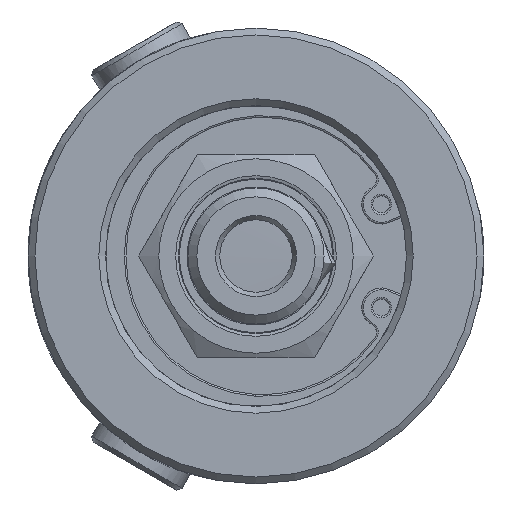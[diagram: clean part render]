
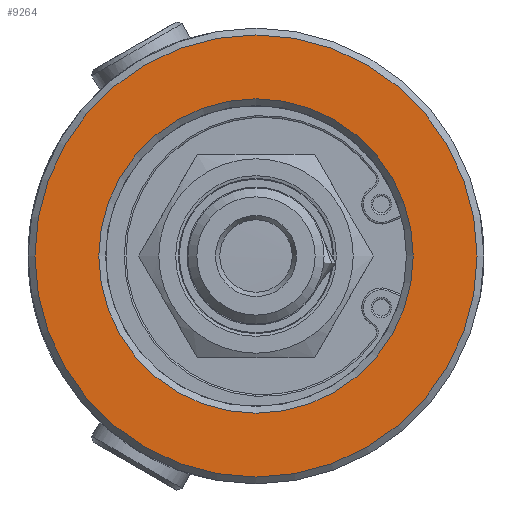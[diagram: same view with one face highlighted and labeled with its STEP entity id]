
A CAD part, left-side view. The second image highlights one B-rep face of the part: STEP entity #9264.
In plain terms, the highlighted face is planar.
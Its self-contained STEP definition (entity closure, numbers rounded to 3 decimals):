
#2090=FACE_OUTER_BOUND('',#2960,.T.);
#2371=PLANE('',#9952);
#2495=FACE_BOUND('',#2961,.T.);
#2960=EDGE_LOOP('',(#7836,#7837));
#2961=EDGE_LOOP('',(#7838,#7839));
#3422=CIRCLE('',#9950,25.925);
#3423=CIRCLE('',#9951,25.925);
#3424=CIRCLE('',#9953,18.435);
#3425=CIRCLE('',#9954,18.435);
#4293=VERTEX_POINT('',#60462);
#4294=VERTEX_POINT('',#60464);
#4295=VERTEX_POINT('',#60468);
#4296=VERTEX_POINT('',#60469);
#5511=EDGE_CURVE('',#4293,#4294,#3422,.T.);
#5512=EDGE_CURVE('',#4294,#4293,#3423,.T.);
#5513=EDGE_CURVE('',#4295,#4296,#3424,.T.);
#5514=EDGE_CURVE('',#4296,#4295,#3425,.T.);
#7836=ORIENTED_EDGE('',*,*,#5512,.F.);
#7837=ORIENTED_EDGE('',*,*,#5511,.F.);
#7838=ORIENTED_EDGE('',*,*,#5513,.T.);
#7839=ORIENTED_EDGE('',*,*,#5514,.T.);
#9264=ADVANCED_FACE('',(#2090,#2495),#2371,.T.);
#9950=AXIS2_PLACEMENT_3D('',#60465,#11700,#11701);
#9951=AXIS2_PLACEMENT_3D('',#60466,#11702,#11703);
#9952=AXIS2_PLACEMENT_3D('',#60467,#11704,#11705);
#9953=AXIS2_PLACEMENT_3D('',#60470,#11706,#11707);
#9954=AXIS2_PLACEMENT_3D('',#60471,#11708,#11709);
#11700=DIRECTION('center_axis',(1.,0.,0.));
#11701=DIRECTION('ref_axis',(0.,1.,0.));
#11702=DIRECTION('center_axis',(1.,0.,0.));
#11703=DIRECTION('ref_axis',(0.,1.,0.));
#11704=DIRECTION('center_axis',(-1.,0.,0.));
#11705=DIRECTION('ref_axis',(0.,0.,1.));
#11706=DIRECTION('center_axis',(1.,0.,0.));
#11707=DIRECTION('ref_axis',(0.,1.,0.));
#11708=DIRECTION('center_axis',(1.,0.,0.));
#11709=DIRECTION('ref_axis',(0.,1.,0.));
#60462=CARTESIAN_POINT('',(0.,-25.925,0.));
#60464=CARTESIAN_POINT('',(0.,25.925,0.));
#60465=CARTESIAN_POINT('Origin',(0.,0.,0.));
#60466=CARTESIAN_POINT('Origin',(0.,0.,0.));
#60467=CARTESIAN_POINT('Origin',(0.,12.963,0.));
#60468=CARTESIAN_POINT('',(0.,18.435,0.));
#60469=CARTESIAN_POINT('',(0.,-18.435,0.));
#60470=CARTESIAN_POINT('Origin',(0.,0.,0.));
#60471=CARTESIAN_POINT('Origin',(0.,0.,0.));
